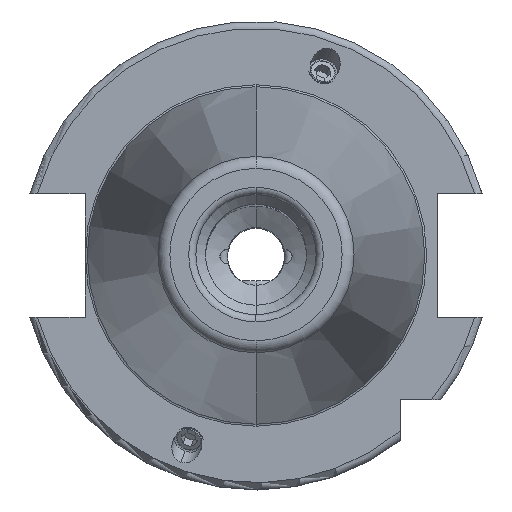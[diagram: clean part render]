
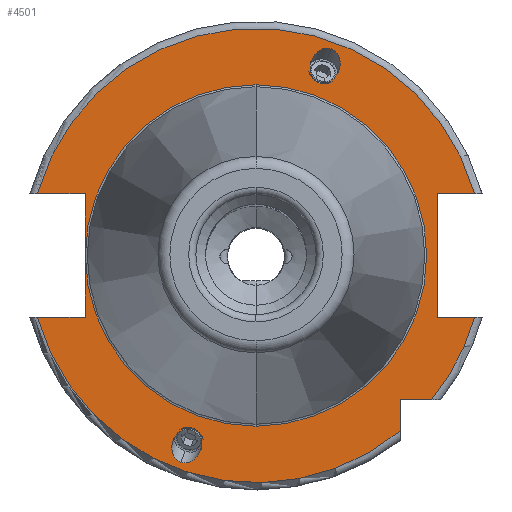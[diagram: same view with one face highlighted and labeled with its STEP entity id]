
A CAD part, top view. The second image highlights one B-rep face of the part: STEP entity #4501.
In plain terms, the highlighted planar face has unit normal (0, 0, 1).
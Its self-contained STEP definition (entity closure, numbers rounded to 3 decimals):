
#814=CARTESIAN_POINT('',(0,0,15.9));
#815=DIRECTION('',(0,0,1));
#816=DIRECTION('',(0.962,0.272,0));
#817=AXIS2_PLACEMENT_3D('',#814,#815,#816);
#865=CARTESIAN_POINT('',(0,0,15.9));
#866=DIRECTION('',(0,0,1));
#867=DIRECTION('',(-0.962,-0.272,0));
#868=AXIS2_PLACEMENT_3D('',#865,#866,#867);
#884=DIRECTION('',(1,0,0));
#885=VECTOR('',#884,9.969);
#886=CARTESIAN_POINT('',(-45.469,-12.85,15.9));
#887=LINE('',#886,#885);
#888=DIRECTION('',(0.,1,0));
#889=VECTOR('',#888,12.85);
#890=CARTESIAN_POINT('',(-35.5,-12.85,15.9));
#891=LINE('',#890,#889);
#892=DIRECTION('',(0.,1,0));
#893=VECTOR('',#892,12.85);
#894=CARTESIAN_POINT('',(-35.5,0,15.9));
#895=LINE('',#894,#893);
#896=DIRECTION('',(1,0,0));
#897=VECTOR('',#896,9.969);
#898=CARTESIAN_POINT('',(-45.469,12.85,15.9));
#899=LINE('',#898,#897);
#900=DIRECTION('',(-1,0,0));
#901=VECTOR('',#900,7.769);
#902=CARTESIAN_POINT('',(45.469,12.85,15.9));
#903=LINE('',#902,#901);
#904=DIRECTION('',(0,-1,0));
#905=VECTOR('',#904,25.7);
#906=CARTESIAN_POINT('',(37.7,12.85,15.9));
#907=LINE('',#906,#905);
#908=DIRECTION('',(-1,0,0));
#909=VECTOR('',#908,7.769);
#910=CARTESIAN_POINT('',(45.469,-12.85,15.9));
#911=LINE('',#910,#909);
#912=CARTESIAN_POINT('',(0,0,15.9));
#913=DIRECTION('',(0,0,1));
#914=DIRECTION('',(0.773,-0.635,0));
#915=AXIS2_PLACEMENT_3D('',#912,#913,#914);
#917=DIRECTION('',(-1,0,0));
#918=VECTOR('',#917,6.504);
#919=CARTESIAN_POINT('',(36.504,-30,15.9));
#920=LINE('',#919,#918);
#921=DIRECTION('',(0,1,0));
#922=VECTOR('',#921,6.504);
#923=CARTESIAN_POINT('',(30,-36.504,15.9));
#924=LINE('',#923,#922);
#925=CARTESIAN_POINT('',(15.638,42.966,15.9));
#926=CARTESIAN_POINT('',(15.301,43.089,15.9));
#927=CARTESIAN_POINT('',(14.517,43.205,15.9));
#928=CARTESIAN_POINT('',(13.205,42.774,15.9));
#929=CARTESIAN_POINT('',(12.281,41.938,15.9));
#930=CARTESIAN_POINT('',(11.759,41.131,15.9));
#931=CARTESIAN_POINT('',(11.484,40.516,15.9));
#932=CARTESIAN_POINT('',(11.299,39.867,15.9));
#933=CARTESIAN_POINT('',(11.18,38.913,15.9));
#934=CARTESIAN_POINT('',(11.35,37.679,15.9));
#935=CARTESIAN_POINT('',(12.078,36.506,15.9));
#936=CARTESIAN_POINT('',(12.754,36.091,15.9));
#937=CARTESIAN_POINT('',(13.091,35.968,15.9));
#939=CARTESIAN_POINT('',(13.091,35.968,15.9));
#940=CARTESIAN_POINT('',(13.429,35.845,15.9));
#941=CARTESIAN_POINT('',(14.213,35.729,15.9));
#942=CARTESIAN_POINT('',(15.525,36.16,15.9));
#943=CARTESIAN_POINT('',(16.448,36.996,15.9));
#944=CARTESIAN_POINT('',(16.971,37.803,15.9));
#945=CARTESIAN_POINT('',(17.246,38.418,15.9));
#946=CARTESIAN_POINT('',(17.431,39.067,15.9));
#947=CARTESIAN_POINT('',(17.549,40.021,15.9));
#948=CARTESIAN_POINT('',(17.379,41.255,15.9));
#949=CARTESIAN_POINT('',(16.651,42.428,15.9));
#950=CARTESIAN_POINT('',(15.976,42.843,15.9));
#951=CARTESIAN_POINT('',(15.638,42.966,15.9));
#953=CARTESIAN_POINT('',(-15.638,-42.966,15.9));
#954=CARTESIAN_POINT('',(-15.976,-42.843,15.9));
#955=CARTESIAN_POINT('',(-16.651,-42.428,15.9));
#956=CARTESIAN_POINT('',(-17.379,-41.255,15.9));
#957=CARTESIAN_POINT('',(-17.549,-40.021,15.9));
#958=CARTESIAN_POINT('',(-17.431,-39.067,15.9));
#959=CARTESIAN_POINT('',(-17.246,-38.418,15.9));
#960=CARTESIAN_POINT('',(-16.971,-37.803,15.9));
#961=CARTESIAN_POINT('',(-16.448,-36.996,15.9));
#962=CARTESIAN_POINT('',(-15.525,-36.16,15.9));
#963=CARTESIAN_POINT('',(-14.213,-35.729,15.9));
#964=CARTESIAN_POINT('',(-13.429,-35.845,15.9));
#965=CARTESIAN_POINT('',(-13.091,-35.968,15.9));
#967=CARTESIAN_POINT('',(-13.091,-35.968,15.9));
#968=CARTESIAN_POINT('',(-12.754,-36.091,15.9));
#969=CARTESIAN_POINT('',(-12.078,-36.506,15.9));
#970=CARTESIAN_POINT('',(-11.35,-37.679,15.9));
#971=CARTESIAN_POINT('',(-11.18,-38.913,15.9));
#972=CARTESIAN_POINT('',(-11.299,-39.867,15.9));
#973=CARTESIAN_POINT('',(-11.484,-40.516,15.9));
#974=CARTESIAN_POINT('',(-11.759,-41.131,15.9));
#975=CARTESIAN_POINT('',(-12.281,-41.938,15.9));
#976=CARTESIAN_POINT('',(-13.205,-42.774,15.9));
#977=CARTESIAN_POINT('',(-14.517,-43.205,15.9));
#978=CARTESIAN_POINT('',(-15.301,-43.089,15.9));
#979=CARTESIAN_POINT('',(-15.638,-42.966,15.9));
#981=CARTESIAN_POINT('',(0,0,15.9));
#982=DIRECTION('',(0,0,1));
#983=DIRECTION('',(0,1,0));
#984=AXIS2_PLACEMENT_3D('',#981,#982,#983);
#996=CARTESIAN_POINT('',(0,0,15.9));
#997=DIRECTION('',(0,0,1));
#998=DIRECTION('',(-1,0,0));
#999=AXIS2_PLACEMENT_3D('',#996,#997,#998);
#1001=CARTESIAN_POINT('',(0,0,15.9));
#1002=DIRECTION('',(0,0,-1));
#1003=DIRECTION('',(0,1,0));
#1004=AXIS2_PLACEMENT_3D('',#1001,#1002,#1003);
#3154=CARTESIAN_POINT('',(0,35.5,15.9));
#3156=VERTEX_POINT('',#3154);
#3176=CARTESIAN_POINT('',(0,-35.5,15.9));
#3178=VERTEX_POINT('',#3176);
#3324=CARTESIAN_POINT('',(-45.469,-12.85,15.9));
#3325=CARTESIAN_POINT('',(-35.5,-12.85,15.9));
#3326=VERTEX_POINT('',#3324);
#3327=VERTEX_POINT('',#3325);
#3328=CARTESIAN_POINT('',(-35.5,0,15.9));
#3329=VERTEX_POINT('',#3328);
#3330=CARTESIAN_POINT('',(-35.5,12.85,15.9));
#3331=VERTEX_POINT('',#3330);
#3332=CARTESIAN_POINT('',(-45.469,12.85,15.9));
#3333=VERTEX_POINT('',#3332);
#3334=CARTESIAN_POINT('',(37.7,12.85,15.9));
#3335=CARTESIAN_POINT('',(37.7,-12.85,15.9));
#3336=VERTEX_POINT('',#3334);
#3337=VERTEX_POINT('',#3335);
#3338=CARTESIAN_POINT('',(45.469,-12.85,15.9));
#3339=VERTEX_POINT('',#3338);
#3340=CARTESIAN_POINT('',(45.469,12.85,15.9));
#3341=VERTEX_POINT('',#3340);
#3342=CARTESIAN_POINT('',(30,-36.504,15.9));
#3343=CARTESIAN_POINT('',(30,-30,15.9));
#3344=VERTEX_POINT('',#3342);
#3345=VERTEX_POINT('',#3343);
#3346=CARTESIAN_POINT('',(36.504,-30,15.9));
#3347=VERTEX_POINT('',#3346);
#3440=VERTEX_POINT('',#925);
#3441=VERTEX_POINT('',#937);
#3496=CARTESIAN_POINT('',(-15.638,-42.966,15.9));
#3498=VERTEX_POINT('',#3496);
#3503=CARTESIAN_POINT('',(-13.091,-35.968,15.9));
#3504=VERTEX_POINT('',#3503);
#4462=CARTESIAN_POINT('',(0,0,15.9));
#4463=DIRECTION('',(0,0,-1));
#4464=DIRECTION('',(0,-1,0));
#4465=AXIS2_PLACEMENT_3D('',#4462,#4463,#4464);
#4466=PLANE('',#4465);
#4467=ORIENTED_EDGE('',*,*,#3773,.T.);
#4468=ORIENTED_EDGE('',*,*,#3810,.T.);
#4470=ORIENTED_EDGE('',*,*,#4469,.T.);
#4472=ORIENTED_EDGE('',*,*,#4471,.F.);
#4474=ORIENTED_EDGE('',*,*,#4473,.T.);
#4475=ORIENTED_EDGE('',*,*,#3808,.T.);
#4476=ORIENTED_EDGE('',*,*,#3844,.F.);
#4477=ORIENTED_EDGE('',*,*,#4440,.F.);
#4479=ORIENTED_EDGE('',*,*,#4478,.T.);
#4481=ORIENTED_EDGE('',*,*,#4480,.T.);
#4482=ORIENTED_EDGE('',*,*,#3920,.F.);
#4483=ORIENTED_EDGE('',*,*,#4430,.F.);
#4484=ORIENTED_EDGE('',*,*,#3977,.T.);
#4485=ORIENTED_EDGE('',*,*,#4028,.F.);
#4486=ORIENTED_EDGE('',*,*,#4456,.F.);
#4487=EDGE_LOOP('',(#4467,#4468,#4470,#4472,#4474,#4475,#4476,#4477,#4479,#4481,
#4482,#4483,#4484,#4485,#4486));
#4488=FACE_OUTER_BOUND('',#4487,.F.);
#4490=ORIENTED_EDGE('',*,*,#4489,.T.);
#4492=ORIENTED_EDGE('',*,*,#4491,.T.);
#4493=EDGE_LOOP('',(#4490,#4492));
#4494=FACE_BOUND('',#4493,.F.);
#4496=ORIENTED_EDGE('',*,*,#4495,.F.);
#4498=ORIENTED_EDGE('',*,*,#4497,.F.);
#4499=EDGE_LOOP('',(#4496,#4498));
#4500=FACE_BOUND('',#4499,.F.);
#4501=ADVANCED_FACE('',(#4488,#4494,#4500),#4466,.F.);
#818=CIRCLE('',#817,47.25);
#869=CIRCLE('',#868,47.25);
#916=CIRCLE('',#915,47.25);
#938=B_SPLINE_CURVE_WITH_KNOTS('',3,(#925,#926,#927,#928,#929,#930,#931,#932,
#933,#934,#935,#936,#937),.UNSPECIFIED.,.F.,.F.,(4,1,1,1,1,1,1,1,1,1,4),(0,
0.125,0.25,0.375,0.438,0.5,0.563,0.625,0.75,0.875,1),
.UNSPECIFIED.);
#952=B_SPLINE_CURVE_WITH_KNOTS('',3,(#939,#940,#941,#942,#943,#944,#945,#946,
#947,#948,#949,#950,#951),.UNSPECIFIED.,.F.,.F.,(4,1,1,1,1,1,1,1,1,1,4),(0,
0.125,0.25,0.375,0.438,0.5,0.563,0.625,0.75,0.875,1),
.UNSPECIFIED.);
#966=B_SPLINE_CURVE_WITH_KNOTS('',3,(#953,#954,#955,#956,#957,#958,#959,#960,
#961,#962,#963,#964,#965),.UNSPECIFIED.,.F.,.F.,(4,1,1,1,1,1,1,1,1,1,4),(0,
0.125,0.25,0.375,0.438,0.5,0.563,0.625,0.75,0.875,1),
.UNSPECIFIED.);
#980=B_SPLINE_CURVE_WITH_KNOTS('',3,(#967,#968,#969,#970,#971,#972,#973,#974,
#975,#976,#977,#978,#979),.UNSPECIFIED.,.F.,.F.,(4,1,1,1,1,1,1,1,1,1,4),(0,
0.125,0.25,0.375,0.438,0.5,0.563,0.625,0.75,0.875,1),
.UNSPECIFIED.);
#985=CIRCLE('',#984,35.5);
#1000=CIRCLE('',#999,35.5);
#1005=CIRCLE('',#1004,35.5);
#3773=EDGE_CURVE('',#3326,#3327,#887,.T.);
#3808=EDGE_CURVE('',#3329,#3331,#895,.T.);
#3810=EDGE_CURVE('',#3327,#3329,#891,.T.);
#3844=EDGE_CURVE('',#3333,#3331,#899,.T.);
#3920=EDGE_CURVE('',#3339,#3337,#911,.T.);
#3977=EDGE_CURVE('',#3347,#3345,#920,.T.);
#4028=EDGE_CURVE('',#3344,#3345,#924,.T.);
#4430=EDGE_CURVE('',#3347,#3339,#916,.T.);
#4440=EDGE_CURVE('',#3341,#3333,#818,.T.);
#4456=EDGE_CURVE('',#3326,#3344,#869,.T.);
#4469=EDGE_CURVE('',#3329,#3178,#1000,.T.);
#4471=EDGE_CURVE('',#3156,#3178,#1005,.T.);
#4473=EDGE_CURVE('',#3156,#3329,#985,.T.);
#4478=EDGE_CURVE('',#3341,#3336,#903,.T.);
#4480=EDGE_CURVE('',#3336,#3337,#907,.T.);
#4489=EDGE_CURVE('',#3440,#3441,#938,.T.);
#4491=EDGE_CURVE('',#3441,#3440,#952,.T.);
#4495=EDGE_CURVE('',#3498,#3504,#966,.T.);
#4497=EDGE_CURVE('',#3504,#3498,#980,.T.);
